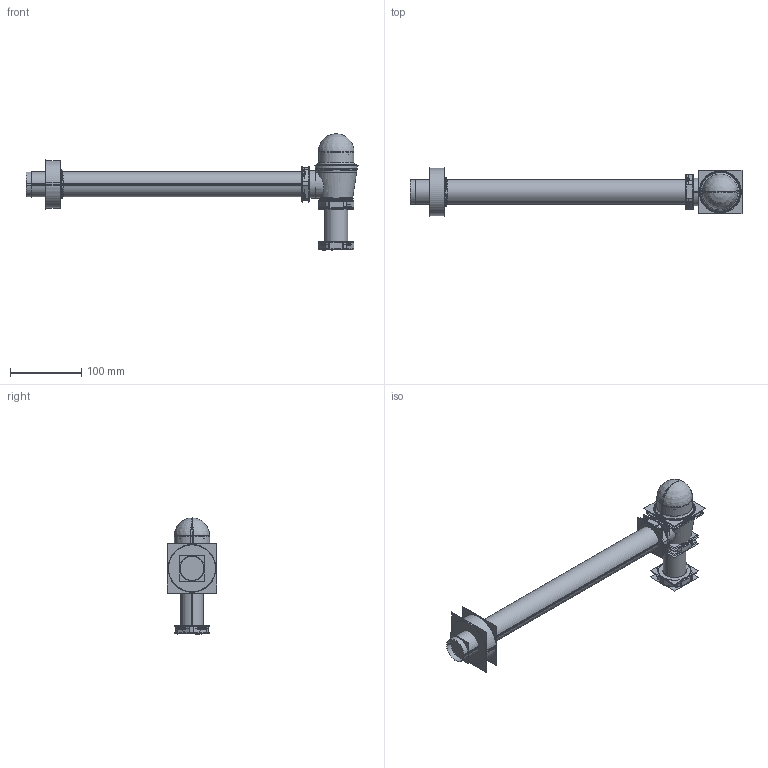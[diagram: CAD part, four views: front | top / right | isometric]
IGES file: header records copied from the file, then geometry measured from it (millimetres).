
Start section:  PTC IGES file: sl6709-06BTR0406C_asm.igs
Global section: file name: sl6709-06BTR0406C_asm.igs; native system: Pro/ENGINEER by Parametric Technology Corporation; preprocessor: 2010280; author: Administrator; organization: Unknown; date: 20191206.134058; units: millimetre
Bounding box: 467.18 x 69.68 x 163.58 mm (x, y, z)
Volume: 90334.4 mm3; surface area: 911025.3 mm2
Topology: 13 solids, 13 shells, 608 faces, 3046 edges, 3886 vertices
Faces by surface type: revolution 396, bspline 212
